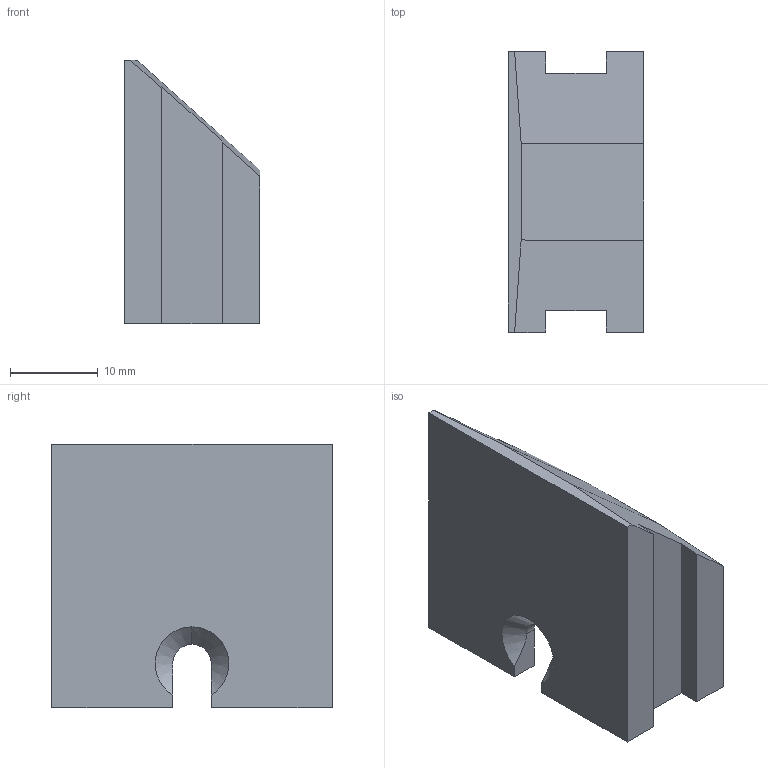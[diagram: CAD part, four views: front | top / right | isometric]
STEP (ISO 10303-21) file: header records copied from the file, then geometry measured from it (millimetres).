
FILE_DESCRIPTION (( 'STEP AP203' ), '1' );
FILE_NAME ('150862.step', '2022-02-10T10:39:39', ( '' ), ( '' ), 'SwSTEP 2.0', 'SolidWorks 2018', '' );
FILE_SCHEMA (( 'CONFIG_CONTROL_DESIGN' ));
Length unit declared in the file: millimetre
Products named in the file (2): 150862
Bounding box: 15.5 x 32 x 30 mm (x, y, z)
Volume: 7124.8 mm3; surface area: 4821.3 mm2
Topology: 1 solids, 1 shells, 276 faces, 755 edges, 503 vertices
Faces by surface type: plane 146, bspline 117, cylinder 10, cone 3
Entity records: 13057 total; most frequent: CARTESIAN_POINT 6715, ORIENTED_EDGE 1510, DIRECTION 850, EDGE_CURVE 755, VERTEX_POINT 503, VECTOR 494, LINE 494, EDGE_LOOP 298
